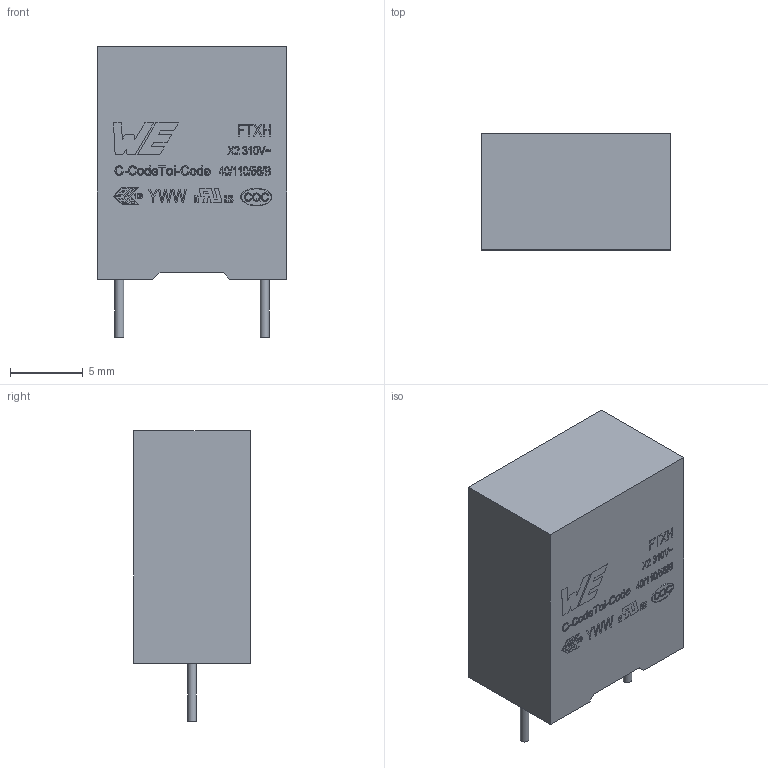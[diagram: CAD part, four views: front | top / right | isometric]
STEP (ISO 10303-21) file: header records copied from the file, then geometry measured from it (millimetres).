
FILE_DESCRIPTION(/* description */ ('Unknown'),/* implementation_level */ '2;1');
FILE_NAME(/* name */ '10x13x8x16',/* time_stamp */ '2025-01-02T11:11:56+08:00',/* author */ ('Unknown'),/* organization */ ('Unknown'),/* preprocessor_version */ 'ST-DEVELOPER v19.4',/* originating_system */ 'Solid Edge',/* authorisation */ 'Unknown');
FILE_SCHEMA (('AUTOMOTIVE_DESIGN {1 0 10303 214 3 1 1}'));
Length unit declared in the file: millimetre
Products named in the file (4): 10x13x8x16; Body; Marking_Pitch10; Sleeve
Assembly tree (3 placements, depth 2):
  10x13x8x16
    Body
    Marking_Pitch10
    Sleeve
Bounding box: 13 x 8 x 20 mm (x, y, z)
Volume: 1686.7 mm3; surface area: 2119.1 mm2
Topology: 54 solids, 54 shells, 554 faces, 1330 edges, 886 vertices
Faces by surface type: plane 443, bspline 81, cylinder 28, torus 2
Full cylindrical faces by diameter (mm): 0.6 x2
Entity records: 18990 total; most frequent: CARTESIAN_POINT 6036, ORIENTED_EDGE 2614, DIRECTION 2201, EDGE_CURVE 1307, LINE 1087, VECTOR 1087, VERTEX_POINT 886, EDGE_LOOP 623
